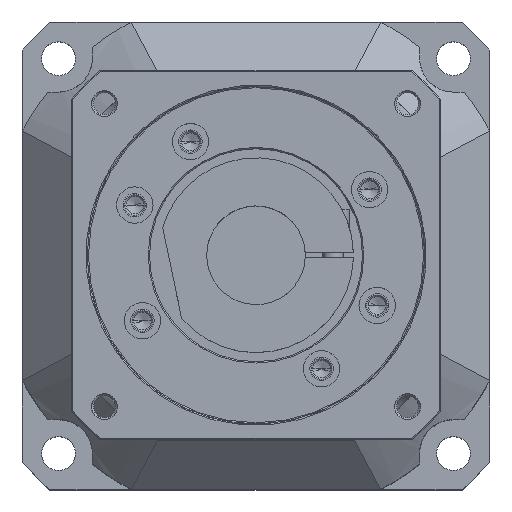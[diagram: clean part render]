
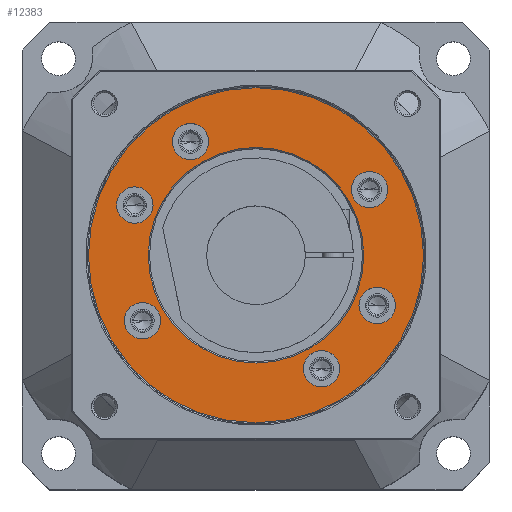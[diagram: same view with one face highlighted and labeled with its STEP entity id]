
A CAD part, top view. The second image highlights one B-rep face of the part: STEP entity #12383.
In plain terms, the highlighted planar face has unit normal (0, 0, 1).
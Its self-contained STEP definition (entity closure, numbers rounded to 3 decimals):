
#10671=CARTESIAN_POINT('',(0.,0.,18.5));
#10672=DIRECTION('',(0.,0.,1.));
#10673=DIRECTION('',(0.,-1.,0.));
#10674=AXIS2_PLACEMENT_3D('',#10671,#10672,#10673);
#10676=CARTESIAN_POINT('',(0.,0.,18.5));
#10677=DIRECTION('',(0.,0.,-1.));
#10678=DIRECTION('',(0.,-1.,0.));
#10679=AXIS2_PLACEMENT_3D('',#10676,#10677,#10678);
#10681=CARTESIAN_POINT('',(43.734,25.25,18.5));
#10682=DIRECTION('',(0.,0.,1.));
#10683=DIRECTION('',(-1.,0.,0.));
#10684=AXIS2_PLACEMENT_3D('',#10681,#10682,#10683);
#10686=CARTESIAN_POINT('',(43.734,25.25,18.5));
#10687=DIRECTION('',(0.,0.,1.));
#10688=DIRECTION('',(1.,0.,0.));
#10689=AXIS2_PLACEMENT_3D('',#10686,#10687,#10688);
#10691=CARTESIAN_POINT('',(-25.25,43.734,18.5));
#10692=DIRECTION('',(0.,0.,1.));
#10693=DIRECTION('',(-1.,0.,0.));
#10694=AXIS2_PLACEMENT_3D('',#10691,#10692,#10693);
#10696=CARTESIAN_POINT('',(-25.25,43.734,18.5));
#10697=DIRECTION('',(0.,0.,1.));
#10698=DIRECTION('',(1.,0.,0.));
#10699=AXIS2_PLACEMENT_3D('',#10696,#10697,#10698);
#10701=CARTESIAN_POINT('',(-43.734,-25.25,18.5));
#10702=DIRECTION('',(0.,0.,1.));
#10703=DIRECTION('',(-1.,0.,0.));
#10704=AXIS2_PLACEMENT_3D('',#10701,#10702,#10703);
#10706=CARTESIAN_POINT('',(-43.734,-25.25,18.5));
#10707=DIRECTION('',(0.,0.,1.));
#10708=DIRECTION('',(1.,0.,0.));
#10709=AXIS2_PLACEMENT_3D('',#10706,#10707,#10708);
#10711=CARTESIAN_POINT('',(25.25,-43.734,18.5));
#10712=DIRECTION('',(0.,0.,1.));
#10713=DIRECTION('',(-1.,0.,0.));
#10714=AXIS2_PLACEMENT_3D('',#10711,#10712,#10713);
#10716=CARTESIAN_POINT('',(25.25,-43.734,18.5));
#10717=DIRECTION('',(0.,0.,1.));
#10718=DIRECTION('',(1.,0.,0.));
#10719=AXIS2_PLACEMENT_3D('',#10716,#10717,#10718);
#10721=CARTESIAN_POINT('',(-19.326,-46.656,18.5));
#10722=DIRECTION('',(0.,0.,1.));
#10723=DIRECTION('',(-1.,0.,0.));
#10724=AXIS2_PLACEMENT_3D('',#10721,#10722,#10723);
#10726=CARTESIAN_POINT('',(-19.326,-46.656,18.5));
#10727=DIRECTION('',(0.,0.,1.));
#10728=DIRECTION('',(1.,0.,0.));
#10729=AXIS2_PLACEMENT_3D('',#10726,#10727,#10728);
#10731=CARTESIAN_POINT('',(19.326,46.656,18.5));
#10732=DIRECTION('',(0.,0.,1.));
#10733=DIRECTION('',(-1.,0.,0.));
#10734=AXIS2_PLACEMENT_3D('',#10731,#10732,#10733);
#10736=CARTESIAN_POINT('',(19.326,46.656,18.5));
#10737=DIRECTION('',(0.,0.,1.));
#10738=DIRECTION('',(1.,0.,0.));
#10739=AXIS2_PLACEMENT_3D('',#10736,#10737,#10738);
#11371=CARTESIAN_POINT('',(0.,0.,18.5));
#11372=DIRECTION('',(0.,0.,-1.));
#11373=DIRECTION('',(1.,0.,0.));
#11374=AXIS2_PLACEMENT_3D('',#11371,#11372,#11373);
#11389=CARTESIAN_POINT('',(0.,0.,18.5));
#11390=DIRECTION('',(0.,0.,-1.));
#11391=DIRECTION('',(-1.,0.,0.));
#11392=AXIS2_PLACEMENT_3D('',#11389,#11390,#11391);
#11840=CARTESIAN_POINT('',(36.734,25.25,18.5));
#11841=CARTESIAN_POINT('',(50.734,25.25,18.5));
#11842=VERTEX_POINT('',#11840);
#11843=VERTEX_POINT('',#11841);
#11844=CARTESIAN_POINT('',(-32.25,43.734,18.5));
#11845=CARTESIAN_POINT('',(-18.25,43.734,18.5));
#11846=VERTEX_POINT('',#11844);
#11847=VERTEX_POINT('',#11845);
#11848=CARTESIAN_POINT('',(-50.734,-25.25,18.5));
#11849=CARTESIAN_POINT('',(-36.734,-25.25,18.5));
#11850=VERTEX_POINT('',#11848);
#11851=VERTEX_POINT('',#11849);
#11852=CARTESIAN_POINT('',(18.25,-43.734,18.5));
#11853=CARTESIAN_POINT('',(32.25,-43.734,18.5));
#11854=VERTEX_POINT('',#11852);
#11855=VERTEX_POINT('',#11853);
#11872=CARTESIAN_POINT('',(0.,-64.5,18.5));
#11873=VERTEX_POINT('',#11872);
#11874=CARTESIAN_POINT('',(0.,64.5,18.5));
#11875=VERTEX_POINT('',#11874);
#11958=CARTESIAN_POINT('',(-26.326,-46.656,18.5));
#11959=CARTESIAN_POINT('',(-12.326,-46.656,18.5));
#11960=VERTEX_POINT('',#11958);
#11961=VERTEX_POINT('',#11959);
#11970=CARTESIAN_POINT('',(12.326,46.656,18.5));
#11971=CARTESIAN_POINT('',(26.326,46.656,18.5));
#11972=VERTEX_POINT('',#11970);
#11973=VERTEX_POINT('',#11971);
#12010=CARTESIAN_POINT('',(-41.5,0.,18.5));
#12011=CARTESIAN_POINT('',(41.5,0.,18.5));
#12012=VERTEX_POINT('',#12010);
#12013=VERTEX_POINT('',#12011);
#12331=CARTESIAN_POINT('',(0.,0.,18.5));
#12332=DIRECTION('',(0.,0.,-1.));
#12333=DIRECTION('',(0.,-1.,0.));
#12334=AXIS2_PLACEMENT_3D('',#12331,#12332,#12333);
#12335=PLANE('',#12334);
#12337=ORIENTED_EDGE('',*,*,#12336,.F.);
#12339=ORIENTED_EDGE('',*,*,#12338,.T.);
#12340=EDGE_LOOP('',(#12337,#12339));
#12341=FACE_OUTER_BOUND('',#12340,.F.);
#12343=ORIENTED_EDGE('',*,*,#12342,.F.);
#12345=ORIENTED_EDGE('',*,*,#12344,.F.);
#12346=EDGE_LOOP('',(#12343,#12345));
#12347=FACE_BOUND('',#12346,.F.);
#12349=ORIENTED_EDGE('',*,*,#12348,.T.);
#12351=ORIENTED_EDGE('',*,*,#12350,.T.);
#12352=EDGE_LOOP('',(#12349,#12351));
#12353=FACE_BOUND('',#12352,.F.);
#12355=ORIENTED_EDGE('',*,*,#12354,.T.);
#12357=ORIENTED_EDGE('',*,*,#12356,.T.);
#12358=EDGE_LOOP('',(#12355,#12357));
#12359=FACE_BOUND('',#12358,.F.);
#12361=ORIENTED_EDGE('',*,*,#12360,.T.);
#12363=ORIENTED_EDGE('',*,*,#12362,.T.);
#12364=EDGE_LOOP('',(#12361,#12363));
#12365=FACE_BOUND('',#12364,.F.);
#12366=ORIENTED_EDGE('',*,*,#12321,.T.);
#12368=ORIENTED_EDGE('',*,*,#12367,.T.);
#12369=EDGE_LOOP('',(#12366,#12368));
#12370=FACE_BOUND('',#12369,.F.);
#12372=ORIENTED_EDGE('',*,*,#12371,.T.);
#12374=ORIENTED_EDGE('',*,*,#12373,.T.);
#12375=EDGE_LOOP('',(#12372,#12374));
#12376=FACE_BOUND('',#12375,.F.);
#12378=ORIENTED_EDGE('',*,*,#12377,.T.);
#12380=ORIENTED_EDGE('',*,*,#12379,.T.);
#12381=EDGE_LOOP('',(#12378,#12380));
#12382=FACE_BOUND('',#12381,.F.);
#12383=ADVANCED_FACE('',(#12341,#12347,#12353,#12359,#12365,#12370,#12376,
#12382),#12335,.F.);
#10675=CIRCLE('',#10674,64.5);
#10680=CIRCLE('',#10679,64.5);
#10685=CIRCLE('',#10684,7.);
#10690=CIRCLE('',#10689,7.);
#10695=CIRCLE('',#10694,7.);
#10700=CIRCLE('',#10699,7.);
#10705=CIRCLE('',#10704,7.);
#10710=CIRCLE('',#10709,7.);
#10715=CIRCLE('',#10714,7.);
#10720=CIRCLE('',#10719,7.);
#10725=CIRCLE('',#10724,7.);
#10730=CIRCLE('',#10729,7.);
#10735=CIRCLE('',#10734,7.);
#10740=CIRCLE('',#10739,7.);
#11375=CIRCLE('',#11374,41.5);
#11393=CIRCLE('',#11392,41.5);
#12321=EDGE_CURVE('',#11854,#11855,#10715,.T.);
#12336=EDGE_CURVE('',#11873,#11875,#10675,.T.);
#12338=EDGE_CURVE('',#11873,#11875,#10680,.T.);
#12342=EDGE_CURVE('',#12013,#12012,#11375,.T.);
#12344=EDGE_CURVE('',#12012,#12013,#11393,.T.);
#12348=EDGE_CURVE('',#11842,#11843,#10685,.T.);
#12350=EDGE_CURVE('',#11843,#11842,#10690,.T.);
#12354=EDGE_CURVE('',#11846,#11847,#10695,.T.);
#12356=EDGE_CURVE('',#11847,#11846,#10700,.T.);
#12360=EDGE_CURVE('',#11850,#11851,#10705,.T.);
#12362=EDGE_CURVE('',#11851,#11850,#10710,.T.);
#12367=EDGE_CURVE('',#11855,#11854,#10720,.T.);
#12371=EDGE_CURVE('',#11960,#11961,#10725,.T.);
#12373=EDGE_CURVE('',#11961,#11960,#10730,.T.);
#12377=EDGE_CURVE('',#11972,#11973,#10735,.T.);
#12379=EDGE_CURVE('',#11973,#11972,#10740,.T.);
